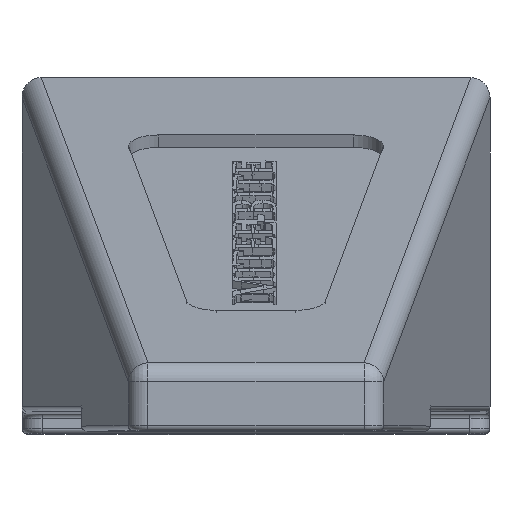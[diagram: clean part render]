
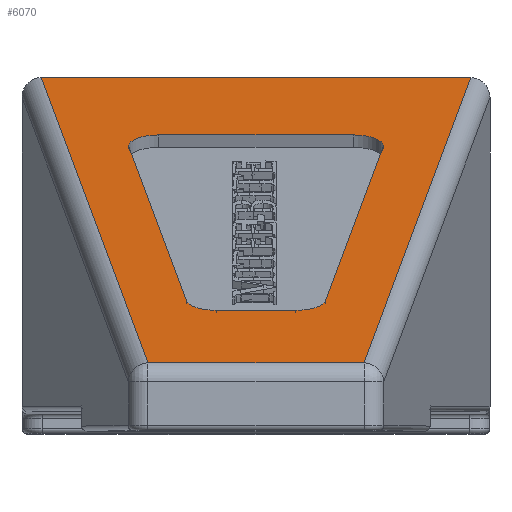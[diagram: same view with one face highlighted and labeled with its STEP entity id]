
A CAD part, top view. The second image highlights one B-rep face of the part: STEP entity #6070.
In plain terms, the highlighted planar face has unit normal (0, 0.931, 0.366).
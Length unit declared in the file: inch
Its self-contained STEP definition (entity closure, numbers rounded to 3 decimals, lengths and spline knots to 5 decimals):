
#71 = EDGE_CURVE ( 'NONE', #12317, #6627, #16045, .T. ) ;
#174 = CARTESIAN_POINT ( 'NONE',  ( -0.29061, 0.85427, 1.80346 ) ) ;
#485 = DIRECTION ( 'NONE',  ( 0., 0.366, -0.931 ) ) ;
#519 = ORIENTED_EDGE ( 'NONE', *, *, #2422, .F. ) ;
#892 = VERTEX_POINT ( 'NONE', #14022 ) ;
#968 = EDGE_LOOP ( 'NONE', ( #8088, #13698, #13868, #6279, #8450, #10676 ) ) ;
#1061 = EDGE_CURVE ( 'NONE', #892, #14828, #13831, .T. ) ;
#1111 = AXIS2_PLACEMENT_3D ( 'NONE', #11041, #3448, #12329 ) ;
#1379 = AXIS2_PLACEMENT_3D ( 'NONE', #6829, #15808, #8097 ) ;
#1454 = CARTESIAN_POINT ( 'NONE',  ( -0.64362, 1.06281, 1.27285 ) ) ;
#1466 = DIRECTION ( 'NONE',  ( 0., 0.366, -0.931 ) ) ;
#1571 = EDGE_LOOP ( 'NONE', ( #13077, #6454, #15072, #4093, #9635, #11431, #519, #2572 ) ) ;
#1580 = CARTESIAN_POINT ( 'NONE',  ( -0.11887, 0.36031, 3.0603 ) ) ;
#1823 = CARTESIAN_POINT ( 'NONE',  ( 0.3937, 0.88719, 1.7197 ) ) ;
#2240 = DIRECTION ( 'NONE',  ( 1., 0., 0. ) ) ;
#2422 = EDGE_CURVE ( 'NONE', #4959, #10423, #3109, .T. ) ;
#2572 = ORIENTED_EDGE ( 'NONE', *, *, #3589, .T. ) ;
#2788 = CARTESIAN_POINT ( 'NONE',  ( 0.29061, 0.88719, 1.7197 ) ) ;
#2838 = CARTESIAN_POINT ( 'NONE',  ( -0.64, 1.06, 1.28 ) ) ;
#2886 = DIRECTION ( 'NONE',  ( 0.135, -0.362, 0.922 ) ) ;
#2949 = CARTESIAN_POINT ( 'NONE',  ( 0.32314, 0.20246, 3.46195 ) ) ;
#3040 = FACE_OUTER_BOUND ( 'NONE', #968, .T. ) ;
#3053 = CARTESIAN_POINT ( 'NONE',  ( -0.64255, 1.05995, 1.28014 ) ) ;
#3109 = LINE ( 'NONE', #1823, #16246 ) ;
#3350 = EDGE_CURVE ( 'NONE', #15479, #9659, #15644, .T. ) ;
#3448 = DIRECTION ( 'NONE',  ( 0., -0.931, -0.366 ) ) ;
#3584 = DIRECTION ( 'NONE',  ( 0.135, 0.362, -0.922 ) ) ;
#3589 = EDGE_CURVE ( 'NONE', #4959, #9659, #13220, .T. ) ;
#3691 = VECTOR ( 'NONE', #2886, 39.37008 ) ;
#3793 = EDGE_CURVE ( 'NONE', #12317, #10423, #5255, .T. ) ;
#3913 = CARTESIAN_POINT ( 'NONE',  ( -0.20805, 0.38879, 2.98784 ) ) ;
#3933 = CARTESIAN_POINT ( 'NONE',  ( -0.64, 1.06, 1.28 ) ) ;
#4093 = ORIENTED_EDGE ( 'NONE', *, *, #15440, .T. ) ;
#4383 = CARTESIAN_POINT ( 'NONE',  ( 0.64255, 1.05995, 1.28014 ) ) ;
#4959 = VERTEX_POINT ( 'NONE', #10441 ) ;
#5093 = EDGE_CURVE ( 'NONE', #14828, #10128, #14807, .T. ) ;
#5255 = CIRCLE ( 'NONE', #7022, 0.09 ) ;
#5349 = EDGE_CURVE ( 'NONE', #15479, #16324, #13190, .T. ) ;
#5597 = PLANE ( 'NONE',  #1379 ) ;
#5651 = CARTESIAN_POINT ( 'NONE',  ( 0.64085, 1.06, 1.28 ) ) ;
#6070 = ADVANCED_FACE ( 'NONE', ( #16185, #3040 ), #5597, .F. ) ;
#6090 = VECTOR ( 'NONE', #15463, 39.37008 ) ;
#6106 = CARTESIAN_POINT ( 'NONE',  ( 0.6181, 0.99431, 1.44715 ) ) ;
#6207 = CARTESIAN_POINT ( 'NONE',  ( -0.11887, 0.39323, 2.97654 ) ) ;
#6225 = EDGE_CURVE ( 'NONE', #10128, #13168, #8147, .T. ) ;
#6233 = VECTOR ( 'NONE', #8200, 39.37008 ) ;
#6279 = ORIENTED_EDGE ( 'NONE', *, *, #5093, .T. ) ;
#6454 = ORIENTED_EDGE ( 'NONE', *, *, #5349, .T. ) ;
#6614 = AXIS2_PLACEMENT_3D ( 'NONE', #6207, #15159, #7466 ) ;
#6627 = VERTEX_POINT ( 'NONE', #10667 ) ;
#6829 = CARTESIAN_POINT ( 'NONE',  ( -0.7, 1.06, 1.28 ) ) ;
#7022 = AXIS2_PLACEMENT_3D ( 'NONE', #15744, #8042, #485 ) ;
#7096 = CARTESIAN_POINT ( 'NONE',  ( -0.3937, 0.88719, 1.7197 ) ) ;
#7466 = DIRECTION ( 'NONE',  ( 0., 0.366, -0.931 ) ) ;
#8042 = DIRECTION ( 'NONE',  ( 0., -0.931, -0.366 ) ) ;
#8088 = ORIENTED_EDGE ( 'NONE', *, *, #13011, .F. ) ;
#8097 = DIRECTION ( 'NONE',  ( 0., 0.366, -0.931 ) ) ;
#8147 = LINE ( 'NONE', #6106, #11558 ) ;
#8200 = DIRECTION ( 'NONE',  ( -1., 0., 0. ) ) ;
#8424 = EDGE_CURVE ( 'NONE', #10966, #892, #10988, .T. ) ;
#8450 = ORIENTED_EDGE ( 'NONE', *, *, #6225, .T. ) ;
#8611 = AXIS2_PLACEMENT_3D ( 'NONE', #174, #9025, #1466 ) ;
#8714 = CARTESIAN_POINT ( 'NONE',  ( -0.7, 1.06, 1.28 ) ) ;
#9025 = DIRECTION ( 'NONE',  ( 0., -0.931, -0.366 ) ) ;
#9044 = EDGE_CURVE ( 'NONE', #15533, #16324, #9872, .T. ) ;
#9102 = EDGE_CURVE ( 'NONE', #13168, #9536, #15195, .T. ) ;
#9196 = CARTESIAN_POINT ( 'NONE',  ( -0.37978, 0.84982, 1.81477 ) ) ;
#9536 = VERTEX_POINT ( 'NONE', #10559 ) ;
#9635 = ORIENTED_EDGE ( 'NONE', *, *, #71, .F. ) ;
#9659 = VERTEX_POINT ( 'NONE', #15997 ) ;
#9872 = LINE ( 'NONE', #10468, #6090 ) ;
#10009 = DIRECTION ( 'NONE',  ( 1., 0., 0. ) ) ;
#10128 = VERTEX_POINT ( 'NONE', #2949 ) ;
#10402 = CARTESIAN_POINT ( 'NONE',  ( 0.64255, 1.05995, 1.28014 ) ) ;
#10423 = VERTEX_POINT ( 'NONE', #15460 ) ;
#10441 = CARTESIAN_POINT ( 'NONE',  ( 0.20805, 0.38879, 2.98784 ) ) ;
#10468 = CARTESIAN_POINT ( 'NONE',  ( -0.19744, 0.36031, 3.0603 ) ) ;
#10559 = CARTESIAN_POINT ( 'NONE',  ( 0.64, 1.06, 1.28 ) ) ;
#10650 = CARTESIAN_POINT ( 'NONE',  ( -0.6417, 1.05998, 1.28005 ) ) ;
#10667 = CARTESIAN_POINT ( 'NONE',  ( -0.29061, 0.88719, 1.7197 ) ) ;
#10676 = ORIENTED_EDGE ( 'NONE', *, *, #9102, .T. ) ;
#10812 = CARTESIAN_POINT ( 'NONE',  ( -0.32314, 0.20246, 3.46195 ) ) ;
#10966 = VERTEX_POINT ( 'NONE', #3933 ) ;
#10988 =( BOUNDED_CURVE ( )  B_SPLINE_CURVE ( 3, ( #2838, #15757, #10650, #3053 ),
 .UNSPECIFIED., .F., .T. ) 
 B_SPLINE_CURVE_WITH_KNOTS ( ( 4, 4 ),
 ( 3.14159, 3.18416 ),
 .UNSPECIFIED. ) 
 CURVE ( )  GEOMETRIC_REPRESENTATION_ITEM ( )  RATIONAL_B_SPLINE_CURVE ( ( 1., 1., 1., 1. ) ) 
 REPRESENTATION_ITEM ( '' )  );
#11041 = CARTESIAN_POINT ( 'NONE',  ( 0.11887, 0.39323, 2.97654 ) ) ;
#11123 = CARTESIAN_POINT ( 'NONE',  ( 0.19744, 0.36031, 3.0603 ) ) ;
#11144 = CIRCLE ( 'NONE', #8611, 0.09 ) ;
#11431 = ORIENTED_EDGE ( 'NONE', *, *, #3793, .T. ) ;
#11558 = VECTOR ( 'NONE', #3584, 39.37008 ) ;
#11787 = VECTOR ( 'NONE', #11865, 39.37008 ) ;
#11865 = DIRECTION ( 'NONE',  ( 1., 0., 0. ) ) ;
#11972 = DIRECTION ( 'NONE',  ( 0.135, 0.362, -0.922 ) ) ;
#12317 = VERTEX_POINT ( 'NONE', #2788 ) ;
#12329 = DIRECTION ( 'NONE',  ( 0., 0.366, -0.931 ) ) ;
#12612 = VECTOR ( 'NONE', #2240, 39.37008 ) ;
#12981 = VECTOR ( 'NONE', #10009, 39.37008 ) ;
#13011 = EDGE_CURVE ( 'NONE', #10966, #9536, #16393, .T. ) ;
#13077 = ORIENTED_EDGE ( 'NONE', *, *, #3350, .F. ) ;
#13168 = VERTEX_POINT ( 'NONE', #10402 ) ;
#13190 = CIRCLE ( 'NONE', #6614, 0.09 ) ;
#13220 = CIRCLE ( 'NONE', #1111, 0.09 ) ;
#13254 = CARTESIAN_POINT ( 'NONE',  ( -0.7, 0.20246, 3.46195 ) ) ;
#13266 = CARTESIAN_POINT ( 'NONE',  ( 0.6417, 1.05998, 1.28005 ) ) ;
#13698 = ORIENTED_EDGE ( 'NONE', *, *, #8424, .T. ) ;
#13831 = LINE ( 'NONE', #1454, #3691 ) ;
#13868 = ORIENTED_EDGE ( 'NONE', *, *, #1061, .T. ) ;
#14022 = CARTESIAN_POINT ( 'NONE',  ( -0.64255, 1.05995, 1.28014 ) ) ;
#14566 = CARTESIAN_POINT ( 'NONE',  ( 0.64, 1.06, 1.28 ) ) ;
#14807 = LINE ( 'NONE', #13254, #11787 ) ;
#14828 = VERTEX_POINT ( 'NONE', #10812 ) ;
#15072 = ORIENTED_EDGE ( 'NONE', *, *, #9044, .F. ) ;
#15159 = DIRECTION ( 'NONE',  ( 0., -0.931, -0.366 ) ) ;
#15195 =( BOUNDED_CURVE ( )  B_SPLINE_CURVE ( 3, ( #4383, #13266, #5651, #14566 ),
 .UNSPECIFIED., .F., .T. ) 
 B_SPLINE_CURVE_WITH_KNOTS ( ( 4, 4 ),
 ( 6.24062, 6.28319 ),
 .UNSPECIFIED. ) 
 CURVE ( )  GEOMETRIC_REPRESENTATION_ITEM ( )  RATIONAL_B_SPLINE_CURVE ( ( 1., 1., 1., 1. ) ) 
 REPRESENTATION_ITEM ( '' )  );
#15440 = EDGE_CURVE ( 'NONE', #15533, #6627, #11144, .T. ) ;
#15460 = CARTESIAN_POINT ( 'NONE',  ( 0.37978, 0.84982, 1.81477 ) ) ;
#15463 = DIRECTION ( 'NONE',  ( 0.135, -0.362, 0.922 ) ) ;
#15479 = VERTEX_POINT ( 'NONE', #1580 ) ;
#15533 = VERTEX_POINT ( 'NONE', #9196 ) ;
#15644 = LINE ( 'NONE', #11123, #12612 ) ;
#15744 = CARTESIAN_POINT ( 'NONE',  ( 0.29061, 0.85427, 1.80346 ) ) ;
#15757 = CARTESIAN_POINT ( 'NONE',  ( -0.64085, 1.06, 1.28 ) ) ;
#15808 = DIRECTION ( 'NONE',  ( 0., -0.931, -0.366 ) ) ;
#15997 = CARTESIAN_POINT ( 'NONE',  ( 0.11887, 0.36031, 3.0603 ) ) ;
#16045 = LINE ( 'NONE', #7096, #6233 ) ;
#16185 = FACE_BOUND ( 'NONE', #1571, .T. ) ;
#16246 = VECTOR ( 'NONE', #11972, 39.37008 ) ;
#16324 = VERTEX_POINT ( 'NONE', #3913 ) ;
#16393 = LINE ( 'NONE', #8714, #12981 ) ;
